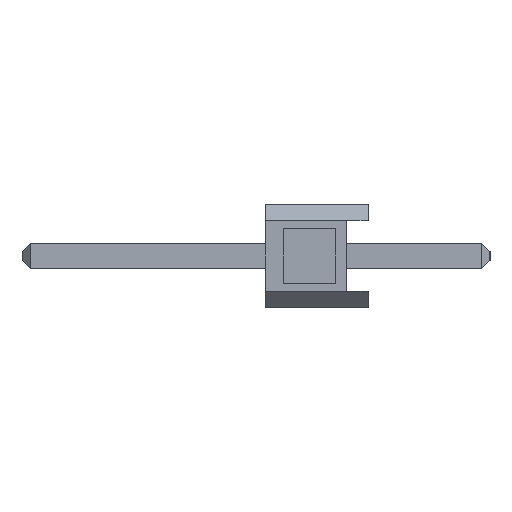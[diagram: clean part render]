
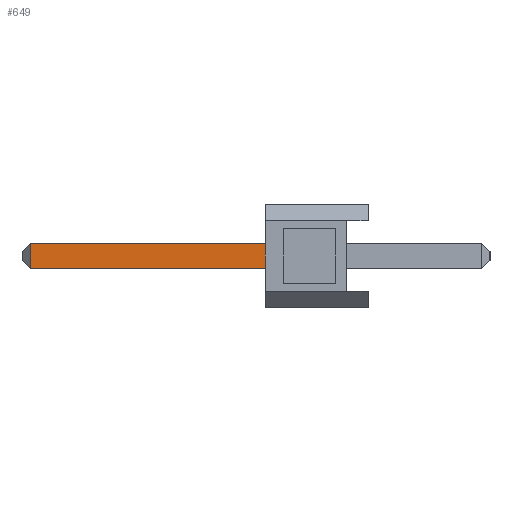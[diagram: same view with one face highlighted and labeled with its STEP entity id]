
A CAD part, left-side view. The second image highlights one B-rep face of the part: STEP entity #649.
In plain terms, the highlighted planar face has unit normal (-1, 0, 0).
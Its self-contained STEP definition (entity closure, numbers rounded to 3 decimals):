
#25 = CARTESIAN_POINT ( 'NONE',  ( -0.32, 8.34, 0.32 ) ) ;
#135 = EDGE_CURVE ( 'NONE', #292, #1334, #1144, .T. ) ;
#242 = DIRECTION ( 'NONE',  ( 0., 1., 0. ) ) ;
#285 = VECTOR ( 'NONE', #1559, 1000. ) ;
#292 = VERTEX_POINT ( 'NONE', #1550 ) ;
#308 = CARTESIAN_POINT ( 'NONE',  ( -0.32, 2.54, 0. ) ) ;
#361 = CARTESIAN_POINT ( 'NONE',  ( -0.32, -3., -0.32 ) ) ;
#388 = DIRECTION ( 'NONE',  ( 0., 1., 0. ) ) ;
#403 = AXIS2_PLACEMENT_3D ( 'NONE', #791, #467, #1080 ) ;
#456 = PLANE ( 'NONE',  #403 ) ;
#467 = DIRECTION ( 'NONE',  ( -1., 0., 0. ) ) ;
#603 = DIRECTION ( 'NONE',  ( 0., 0., -1. ) ) ;
#646 = CARTESIAN_POINT ( 'NONE',  ( -0.32, 8.34, -0.32 ) ) ;
#649 = ADVANCED_FACE ( 'NONE', ( #1605 ), #456, .T. ) ;
#666 = VECTOR ( 'NONE', #242, 1000. ) ;
#693 = ORIENTED_EDGE ( 'NONE', *, *, #723, .T. ) ;
#697 = CARTESIAN_POINT ( 'NONE',  ( -0.32, 8.34, -0.32 ) ) ;
#723 = EDGE_CURVE ( 'NONE', #1671, #855, #1878, .T. ) ;
#735 = EDGE_LOOP ( 'NONE', ( #1239, #693, #772, #806 ) ) ;
#772 = ORIENTED_EDGE ( 'NONE', *, *, #1341, .F. ) ;
#785 = EDGE_CURVE ( 'NONE', #292, #1671, #1912, .T. ) ;
#791 = CARTESIAN_POINT ( 'NONE',  ( -0.32, -3., -0.32 ) ) ;
#806 = ORIENTED_EDGE ( 'NONE', *, *, #135, .F. ) ;
#812 = CARTESIAN_POINT ( 'NONE',  ( -0.32, 2.54, -0.32 ) ) ;
#816 = VECTOR ( 'NONE', #388, 1000. ) ;
#855 = VERTEX_POINT ( 'NONE', #697 ) ;
#987 = CARTESIAN_POINT ( 'NONE',  ( -0.32, -3., 0.32 ) ) ;
#1080 = DIRECTION ( 'NONE',  ( 0., 0., 1. ) ) ;
#1121 = VECTOR ( 'NONE', #603, 1000. ) ;
#1144 = LINE ( 'NONE', #308, #1121 ) ;
#1239 = ORIENTED_EDGE ( 'NONE', *, *, #785, .T. ) ;
#1334 = VERTEX_POINT ( 'NONE', #812 ) ;
#1341 = EDGE_CURVE ( 'NONE', #1334, #855, #1699, .T. ) ;
#1550 = CARTESIAN_POINT ( 'NONE',  ( -0.32, 2.54, 0.32 ) ) ;
#1559 = DIRECTION ( 'NONE',  ( 0., 0., -1. ) ) ;
#1605 = FACE_OUTER_BOUND ( 'NONE', #735, .T. ) ;
#1671 = VERTEX_POINT ( 'NONE', #25 ) ;
#1699 = LINE ( 'NONE', #361, #666 ) ;
#1878 = LINE ( 'NONE', #646, #285 ) ;
#1912 = LINE ( 'NONE', #987, #816 ) ;
